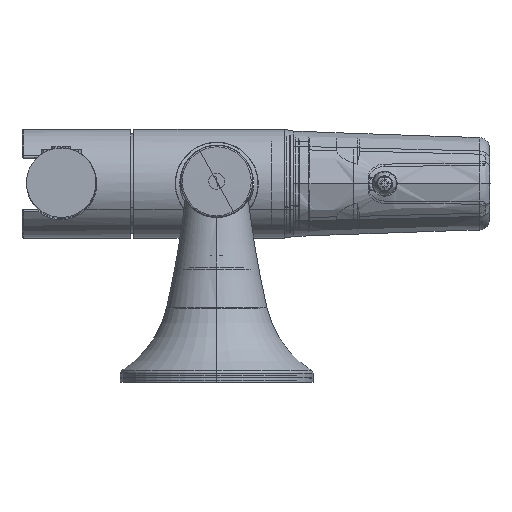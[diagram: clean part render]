
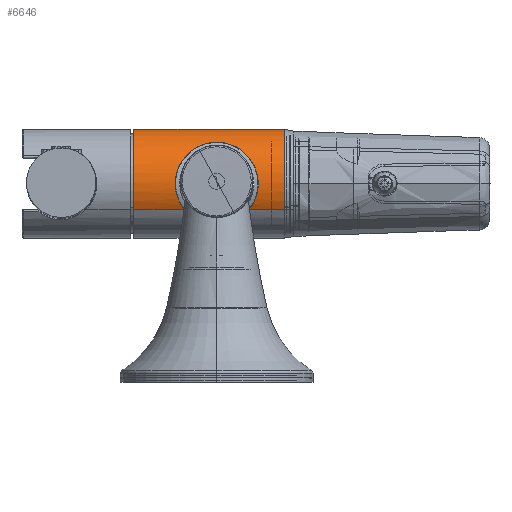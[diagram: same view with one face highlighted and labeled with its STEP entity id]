
A CAD part, top view. The second image highlights one B-rep face of the part: STEP entity #6646.
In plain terms, the highlighted cylindrical face has radius 18 mm (diameter 36 mm), a partial arc.
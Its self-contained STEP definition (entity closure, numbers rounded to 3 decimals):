
#6245=CARTESIAN_POINT('Vertex',(22.5,-8.63,15.796)) ;
#6252=CARTESIAN_POINT('Vertex',(22.5,8.63,-15.796)) ;
#6255=CARTESIAN_POINT('Axis2P3D Location',(22.5,0.,0.)) ;
#6526=CARTESIAN_POINT('Axis2P3D Location',(-20.25,0.,0.)) ;
#6531=CARTESIAN_POINT('Line Origine',(-21.,8.63,-15.796)) ;
#6535=CARTESIAN_POINT('Vertex',(-27.5,8.63,-15.796)) ;
#6537=CARTESIAN_POINT('Vertex',(-10.705,8.63,-15.796)) ;
#6540=CARTESIAN_POINT('Axis2P3D Location',(-27.5,0.,0.)) ;
#6544=CARTESIAN_POINT('Vertex',(-27.5,-8.63,15.796)) ;
#6547=CARTESIAN_POINT('Line Origine',(-21.,-8.63,15.796)) ;
#6551=CARTESIAN_POINT('Vertex',(-10.705,-8.63,15.796)) ;
#6555=CARTESIAN_POINT('Control Point',(-10.705,-8.63,15.796)) ;
#6556=CARTESIAN_POINT('Control Point',(-11.82,-7.246,16.552)) ;
#6557=CARTESIAN_POINT('Control Point',(-12.733,-5.657,17.224)) ;
#6558=CARTESIAN_POINT('Control Point',(-13.411,-3.865,17.741)) ;
#6559=CARTESIAN_POINT('Control Point',(-13.75,-1.931,18.)) ;
#6560=CARTESIAN_POINT('Control Point',(-13.75,0.,18.)) ;
#6561=CARTESIAN_POINT('Vertex',(-13.75,0.,18.)) ;
#6565=CARTESIAN_POINT('Control Point',(13.75,0.,18.)) ;
#6566=CARTESIAN_POINT('Control Point',(13.75,0.872,18.)) ;
#6567=CARTESIAN_POINT('Control Point',(13.681,1.744,17.947)) ;
#6568=CARTESIAN_POINT('Control Point',(13.543,2.604,17.842)) ;
#6569=CARTESIAN_POINT('Control Point',(12.994,4.864,17.426)) ;
#6570=CARTESIAN_POINT('Control Point',(12.014,6.909,16.703)) ;
#6571=CARTESIAN_POINT('Control Point',(11.253,8.076,16.157)) ;
#6572=CARTESIAN_POINT('Control Point',(9.877,9.718,15.215)) ;
#6573=CARTESIAN_POINT('Control Point',(8.238,11.049,14.228)) ;
#6574=CARTESIAN_POINT('Control Point',(7.61,11.491,13.871)) ;
#6575=CARTESIAN_POINT('Control Point',(6.08,12.416,13.064)) ;
#6576=CARTESIAN_POINT('Control Point',(4.376,13.098,12.363)) ;
#6577=CARTESIAN_POINT('Control Point',(3.351,13.402,12.022)) ;
#6578=CARTESIAN_POINT('Control Point',(1.135,13.821,11.536)) ;
#6579=CARTESIAN_POINT('Control Point',(-1.174,13.777,11.583)) ;
#6580=CARTESIAN_POINT('Control Point',(-2.339,13.622,11.774)) ;
#6581=CARTESIAN_POINT('Control Point',(-4.823,13.028,12.455)) ;
#6582=CARTESIAN_POINT('Control Point',(-7.003,11.945,13.508)) ;
#6583=CARTESIAN_POINT('Control Point',(-8.112,11.219,14.132)) ;
#6584=CARTESIAN_POINT('Control Point',(-9.708,9.884,15.115)) ;
#6585=CARTESIAN_POINT('Control Point',(-11.039,8.252,16.019)) ;
#6586=CARTESIAN_POINT('Control Point',(-11.485,7.62,16.331)) ;
#6587=CARTESIAN_POINT('Control Point',(-12.534,5.887,17.081)) ;
#6588=CARTESIAN_POINT('Control Point',(-13.273,3.925,17.635)) ;
#6589=CARTESIAN_POINT('Control Point',(-13.591,2.644,17.879)) ;
#6590=CARTESIAN_POINT('Control Point',(-13.75,1.322,18.)) ;
#6591=CARTESIAN_POINT('Control Point',(-13.75,0.,18.)) ;
#6592=CARTESIAN_POINT('Vertex',(13.75,0.,18.)) ;
#6596=CARTESIAN_POINT('Control Point',(10.705,-8.63,15.796)) ;
#6597=CARTESIAN_POINT('Control Point',(11.82,-7.246,16.552)) ;
#6598=CARTESIAN_POINT('Control Point',(12.733,-5.657,17.224)) ;
#6599=CARTESIAN_POINT('Control Point',(13.411,-3.865,17.741)) ;
#6600=CARTESIAN_POINT('Control Point',(13.75,-1.931,18.)) ;
#6601=CARTESIAN_POINT('Control Point',(13.75,0.,18.)) ;
#6602=CARTESIAN_POINT('Vertex',(10.705,-8.63,15.796)) ;
#6605=CARTESIAN_POINT('Line Origine',(-21.,-8.63,15.796)) ;
#6610=CARTESIAN_POINT('Line Origine',(-21.,8.63,-15.796)) ;
#6614=CARTESIAN_POINT('Vertex',(10.705,8.63,-15.796)) ;
#6618=CARTESIAN_POINT('Control Point',(-10.705,8.63,-15.796)) ;
#6619=CARTESIAN_POINT('Control Point',(-9.756,9.807,-15.153)) ;
#6620=CARTESIAN_POINT('Control Point',(-8.661,10.833,-14.45)) ;
#6621=CARTESIAN_POINT('Control Point',(-7.448,11.702,-13.735)) ;
#6622=CARTESIAN_POINT('Control Point',(-5.08,12.964,-12.531)) ;
#6623=CARTESIAN_POINT('Control Point',(-2.338,13.634,-11.762)) ;
#6624=CARTESIAN_POINT('Control Point',(-1.076,13.797,-11.557)) ;
#6625=CARTESIAN_POINT('Control Point',(1.392,13.813,-11.548)) ;
#6626=CARTESIAN_POINT('Control Point',(3.732,13.308,-12.129)) ;
#6627=CARTESIAN_POINT('Control Point',(4.794,12.957,-12.516)) ;
#6628=CARTESIAN_POINT('Control Point',(6.774,12.084,-13.387)) ;
#6629=CARTESIAN_POINT('Control Point',(8.508,10.877,-14.375)) ;
#6630=CARTESIAN_POINT('Control Point',(9.306,10.203,-14.867)) ;
#6631=CARTESIAN_POINT('Control Point',(10.041,9.453,-15.347)) ;
#6632=CARTESIAN_POINT('Control Point',(10.705,8.63,-15.796)) ;
#6256=DIRECTION('Axis2P3D Direction',(-1.,0.,0.)) ;
#6527=DIRECTION('Axis2P3D Direction',(1.,0.,0.)) ;
#6528=DIRECTION('Axis2P3D XDirection',(0.,-0.479,0.878)) ;
#6532=DIRECTION('Vector Direction',(1.,0.,0.)) ;
#6541=DIRECTION('Axis2P3D Direction',(1.,0.,0.)) ;
#6548=DIRECTION('Vector Direction',(1.,0.,0.)) ;
#6606=DIRECTION('Vector Direction',(1.,0.,0.)) ;
#6611=DIRECTION('Vector Direction',(1.,0.,0.)) ;
#6257=AXIS2_PLACEMENT_3D('Circle Axis2P3D',#6255,#6256,$) ;
#6529=AXIS2_PLACEMENT_3D('Cylinder Axis2P3D',#6526,#6527,#6528) ;
#6542=AXIS2_PLACEMENT_3D('Circle Axis2P3D',#6540,#6541,$) ;
#6635=ORIENTED_EDGE('',*,*,#6539,.F.) ;
#6636=ORIENTED_EDGE('',*,*,#6546,.T.) ;
#6637=ORIENTED_EDGE('',*,*,#6553,.T.) ;
#6638=ORIENTED_EDGE('',*,*,#6563,.T.) ;
#6639=ORIENTED_EDGE('',*,*,#6594,.F.) ;
#6640=ORIENTED_EDGE('',*,*,#6604,.F.) ;
#6641=ORIENTED_EDGE('',*,*,#6609,.T.) ;
#6642=ORIENTED_EDGE('',*,*,#6259,.F.) ;
#6643=ORIENTED_EDGE('',*,*,#6616,.F.) ;
#6644=ORIENTED_EDGE('',*,*,#6633,.F.) ;
#6533=VECTOR('Line Direction',#6532,1.) ;
#6549=VECTOR('Line Direction',#6548,1.) ;
#6607=VECTOR('Line Direction',#6606,1.) ;
#6612=VECTOR('Line Direction',#6611,1.) ;
#6646=ADVANCED_FACE('PartBody',(#6645),#6530,.T.) ;
#6554=B_SPLINE_CURVE_WITH_KNOTS('',5,(#6555,#6556,#6557,#6558,#6559,#6560),.UNSPECIFIED.,.F.,.U.,(6,6),(0.,13.653),.UNSPECIFIED.) ;
#6564=B_SPLINE_CURVE_WITH_KNOTS('',5,(#6565,#6566,#6567,#6568,#6569,#6570,#6571,#6572,#6573,#6574,#6575,#6576,#6577,#6578,#6579,#6580,#6581,#6582,#6583,#6584,#6585,#6586,#6587,#6588,#6589,#6590,#6591),.UNSPECIFIED.,.F.,.U.,(6,3,3,3,3,3,3,3,6),(0.,6.167,16.636,22.612,30.47,38.739,49.033,54.91,64.258),.UNSPECIFIED.) ;
#6595=B_SPLINE_CURVE_WITH_KNOTS('',5,(#6596,#6597,#6598,#6599,#6600,#6601),.UNSPECIFIED.,.F.,.U.,(6,6),(0.,13.653),.UNSPECIFIED.) ;
#6617=B_SPLINE_CURVE_WITH_KNOTS('',5,(#6618,#6619,#6620,#6621,#6622,#6623,#6624,#6625,#6626,#6627,#6628,#6629,#6630,#6631,#6632),.UNSPECIFIED.,.F.,.U.,(6,3,3,3,6),(0.,11.617,20.531,28.823,36.952),.UNSPECIFIED.) ;
#6258=CIRCLE('generated circle',#6257,18.) ;
#6543=CIRCLE('generated circle',#6542,18.) ;
#6530=CYLINDRICAL_SURFACE('generated cylinder',#6529,18.) ;
#6259=EDGE_CURVE('',#6253,#6246,#6258,.F.) ;
#6539=EDGE_CURVE('',#6536,#6538,#6534,.T.) ;
#6546=EDGE_CURVE('',#6536,#6545,#6543,.T.) ;
#6553=EDGE_CURVE('',#6545,#6552,#6550,.T.) ;
#6563=EDGE_CURVE('',#6552,#6562,#6554,.T.) ;
#6594=EDGE_CURVE('',#6593,#6562,#6564,.T.) ;
#6604=EDGE_CURVE('',#6603,#6593,#6595,.T.) ;
#6609=EDGE_CURVE('',#6603,#6246,#6608,.T.) ;
#6616=EDGE_CURVE('',#6615,#6253,#6613,.T.) ;
#6633=EDGE_CURVE('',#6538,#6615,#6617,.T.) ;
#6634=EDGE_LOOP('',(#6635,#6636,#6637,#6638,#6639,#6640,#6641,#6642,#6643,#6644)) ;
#6645=FACE_OUTER_BOUND('',#6634,.T.) ;
#6534=LINE('Line',#6531,#6533) ;
#6550=LINE('Line',#6547,#6549) ;
#6608=LINE('Line',#6605,#6607) ;
#6613=LINE('Line',#6610,#6612) ;
#6246=VERTEX_POINT('',#6245) ;
#6253=VERTEX_POINT('',#6252) ;
#6536=VERTEX_POINT('',#6535) ;
#6538=VERTEX_POINT('',#6537) ;
#6545=VERTEX_POINT('',#6544) ;
#6552=VERTEX_POINT('',#6551) ;
#6562=VERTEX_POINT('',#6561) ;
#6593=VERTEX_POINT('',#6592) ;
#6603=VERTEX_POINT('',#6602) ;
#6615=VERTEX_POINT('',#6614) ;
